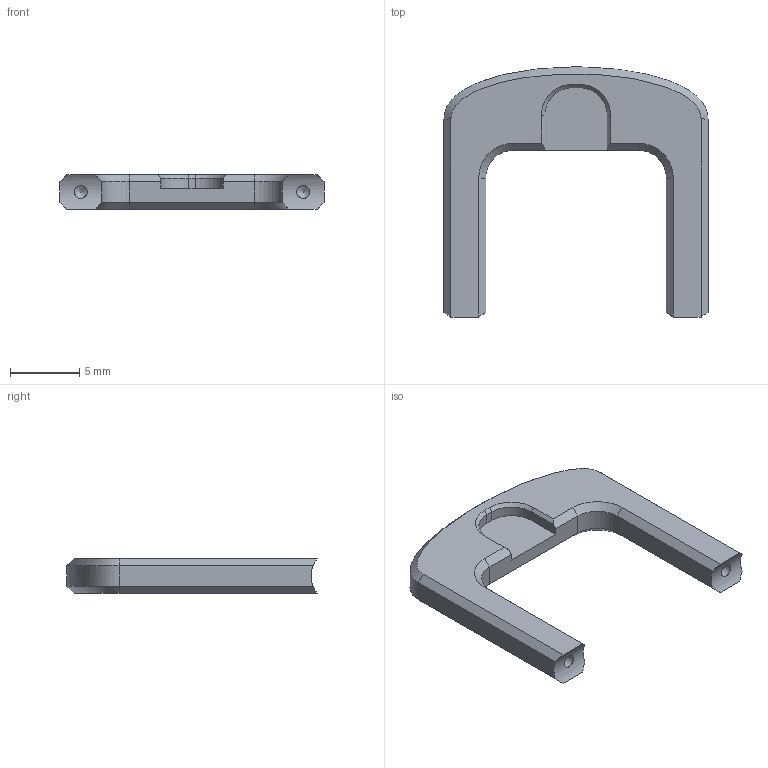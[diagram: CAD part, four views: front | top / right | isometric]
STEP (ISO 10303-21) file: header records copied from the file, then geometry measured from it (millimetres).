
FILE_DESCRIPTION(/* description */ (''),/* implementation_level */ '2;1');
FILE_NAME(/* name */ 'Ance.stp',/* time_stamp */ '2019-07-15T17:44:35+02:00',/* author */ ('Aeris'),/* organization */ (''),/* preprocessor_version */ 'ST-DEVELOPER v17',/* originating_system */ 'Autodesk Inventor 2019',/* authorisation */ '');
FILE_SCHEMA (('AUTOMOTIVE_DESIGN { 1 0 10303 214 3 1 1 }'));
Length unit declared in the file: millimetre
Products named in the file (1): Fermoire - Ance
Bounding box: 19 x 18 x 2.5 mm (x, y, z)
Volume: 379.8 mm3; surface area: 571.2 mm2
Topology: 1 solids, 1 shells, 44 faces, 112 edges, 70 vertices
Faces by surface type: plane 25, cone 8, cylinder 8, bspline 3
Full cylindrical faces by diameter (mm): 0.929 x2
Entity records: 1526 total; most frequent: CARTESIAN_POINT 426, ORIENTED_EDGE 220, DIRECTION 216, EDGE_CURVE 110, LINE 72, VECTOR 72, AXIS2_PLACEMENT_3D 72, VERTEX_POINT 70
